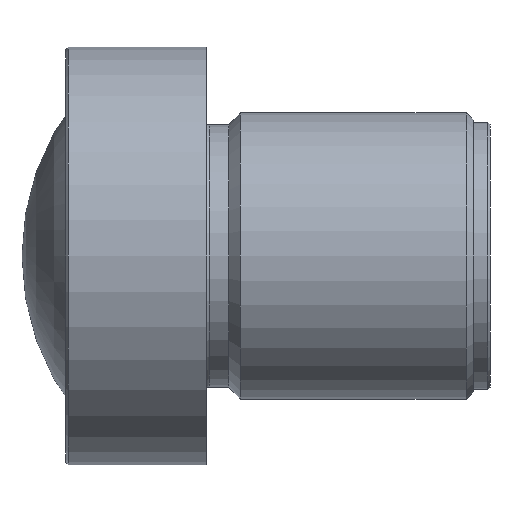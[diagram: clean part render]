
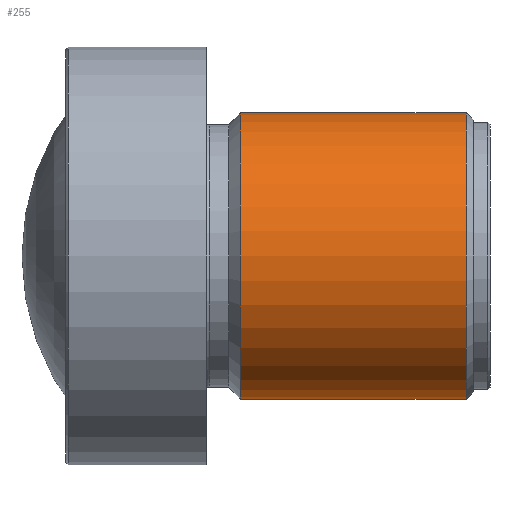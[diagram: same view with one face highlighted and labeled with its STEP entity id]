
A CAD part, front view. The second image highlights one B-rep face of the part: STEP entity #255.
In plain terms, the highlighted cylindrical face has radius 6 mm (diameter 12 mm), a partial arc.
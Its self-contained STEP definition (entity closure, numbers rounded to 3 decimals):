
#179 = VERTEX_POINT('',#180);
#180 = CARTESIAN_POINT('',(18.62,0.,6.));
#186 = EDGE_CURVE('',#187,#179,#189,.T.);
#187 = VERTEX_POINT('',#188);
#188 = CARTESIAN_POINT('',(18.62,0.,-6.));
#189 = CIRCLE('',#190,6.);
#190 = AXIS2_PLACEMENT_3D('',#191,#192,#193);
#191 = CARTESIAN_POINT('',(18.62,0.,0.));
#192 = DIRECTION('',(-1.,0.,0.));
#193 = DIRECTION('',(0.,0.,-1.));
#228 = VERTEX_POINT('',#229);
#229 = CARTESIAN_POINT('',(9.16,0.,-6.));
#230 = VERTEX_POINT('',#231);
#231 = CARTESIAN_POINT('',(9.16,0.,6.));
#238 = EDGE_CURVE('',#179,#230,#239,.T.);
#239 = LINE('',#240,#241);
#240 = CARTESIAN_POINT('',(18.62,0.,6.));
#241 = VECTOR('',#242,1.);
#242 = DIRECTION('',(-1.,0.,0.));
#245 = EDGE_CURVE('',#187,#228,#246,.T.);
#246 = LINE('',#247,#248);
#247 = CARTESIAN_POINT('',(18.62,0.,-6.));
#248 = VECTOR('',#249,1.);
#249 = DIRECTION('',(-1.,0.,0.));
#255 = ADVANCED_FACE('',(#256),#268,.T.);
#256 = FACE_BOUND('',#257,.T.);
#257 = EDGE_LOOP('',(#258,#259,#260,#267));
#258 = ORIENTED_EDGE('',*,*,#186,.T.);
#259 = ORIENTED_EDGE('',*,*,#238,.T.);
#260 = ORIENTED_EDGE('',*,*,#261,.F.);
#261 = EDGE_CURVE('',#228,#230,#262,.T.);
#262 = CIRCLE('',#263,6.);
#263 = AXIS2_PLACEMENT_3D('',#264,#265,#266);
#264 = CARTESIAN_POINT('',(9.16,0.,0.));
#265 = DIRECTION('',(-1.,0.,0.));
#266 = DIRECTION('',(0.,0.,-1.));
#267 = ORIENTED_EDGE('',*,*,#245,.F.);
#268 = CYLINDRICAL_SURFACE('',#269,6.);
#269 = AXIS2_PLACEMENT_3D('',#270,#271,#272);
#270 = CARTESIAN_POINT('',(20.601,0.,0.));
#271 = DIRECTION('',(-1.,0.,0.));
#272 = DIRECTION('',(0.,0.,-1.));
